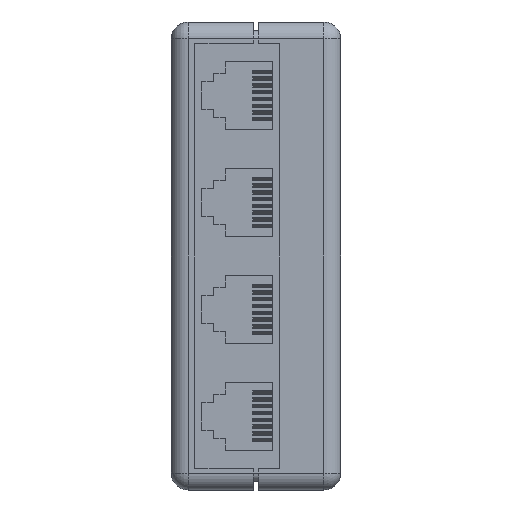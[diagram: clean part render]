
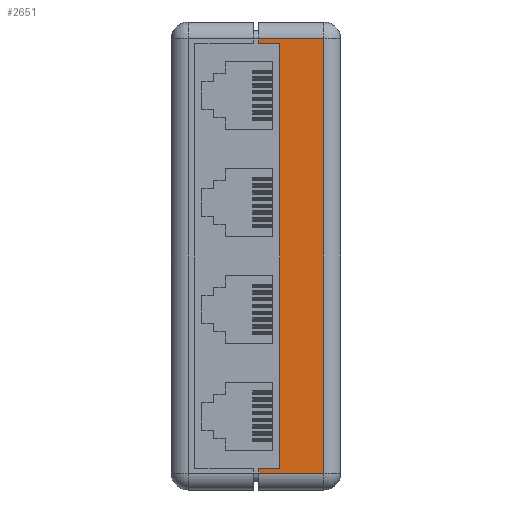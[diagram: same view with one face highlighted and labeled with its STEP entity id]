
A CAD part, left-side view. The second image highlights one B-rep face of the part: STEP entity #2651.
In plain terms, the highlighted planar face has unit normal (-1, 0, 0).
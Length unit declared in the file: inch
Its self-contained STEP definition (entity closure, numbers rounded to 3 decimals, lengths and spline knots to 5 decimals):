
#2168 = EDGE_CURVE ( 'NONE', #2567, #2642, #15766, .T. ) ;
#2564 = EDGE_CURVE ( 'NONE', #2565, #2567, #16484, .T. ) ;
#2565 = VERTEX_POINT ( 'NONE', #16480 ) ;
#2567 = VERTEX_POINT ( 'NONE', #16475 ) ;
#2570 = ORIENTED_EDGE ( 'NONE', *, *, #2572, .T. ) ;
#2572 = EDGE_CURVE ( 'NONE', #2565, #2573, #16472, .T. ) ;
#2573 = VERTEX_POINT ( 'NONE', #16468 ) ;
#2574 = ORIENTED_EDGE ( 'NONE', *, *, #2575, .T. ) ;
#2575 = EDGE_CURVE ( 'NONE', #2573, #2627, #16467, .T. ) ;
#2627 = VERTEX_POINT ( 'NONE', #16573 ) ;
#2628 = ORIENTED_EDGE ( 'NONE', *, *, #2629, .T. ) ;
#2629 = EDGE_CURVE ( 'NONE', #2627, #2630, #16572, .T. ) ;
#2630 = VERTEX_POINT ( 'NONE', #16568 ) ;
#2631 = ORIENTED_EDGE ( 'NONE', *, *, #2632, .F. ) ;
#2632 = EDGE_CURVE ( 'NONE', #2633, #2630, #16567, .T. ) ;
#2633 = VERTEX_POINT ( 'NONE', #16563 ) ;
#2635 = ORIENTED_EDGE ( 'NONE', *, *, #2636, .F. ) ;
#2636 = EDGE_CURVE ( 'NONE', #2637, #2633, #16562, .T. ) ;
#2637 = VERTEX_POINT ( 'NONE', #16558 ) ;
#2638 = ORIENTED_EDGE ( 'NONE', *, *, #2639, .F. ) ;
#2639 = EDGE_CURVE ( 'NONE', #2642, #2637, #16557, .T. ) ;
#2642 = VERTEX_POINT ( 'NONE', #16549 ) ;
#2643 = ORIENTED_EDGE ( 'NONE', *, *, #2168, .F. ) ;
#2651 = ADVANCED_FACE ( 'NONE', ( #16603 ), #16602, .F. ) ;
#2652 = EDGE_LOOP ( 'NONE', ( #2653, #2570, #2574, #2628, #2631, #2635, #2638, #2643 ) ) ;
#2653 = ORIENTED_EDGE ( 'NONE', *, *, #2564, .F. ) ;
#15763 = DIRECTION ( 'NONE',  ( 0., -1., 0. ) ) ;
#15764 = VECTOR ( 'NONE', #15763, 39.37008 ) ;
#15765 = CARTESIAN_POINT ( 'NONE',  ( -0.5, 0.36, -1.25 ) ) ;
#15766 = LINE ( 'NONE', #15765, #15764 ) ;
#16464 = DIRECTION ( 'NONE',  ( 0., 0., 1. ) ) ;
#16465 = VECTOR ( 'NONE', #16464, 39.37008 ) ;
#16466 = CARTESIAN_POINT ( 'NONE',  ( -0.5, -0.4, -1.378 ) ) ;
#16467 = LINE ( 'NONE', #16466, #16465 ) ;
#16468 = CARTESIAN_POINT ( 'NONE',  ( -0.5, -0.4, -1.278 ) ) ;
#16469 = DIRECTION ( 'NONE',  ( 0., -1., 0. ) ) ;
#16470 = VECTOR ( 'NONE', #16469, 39.37008 ) ;
#16471 = CARTESIAN_POINT ( 'NONE',  ( -0.5, 0.5, -1.278 ) ) ;
#16472 = LINE ( 'NONE', #16471, #16470 ) ;
#16475 = CARTESIAN_POINT ( 'NONE',  ( -0.5, -0.015, -1.25 ) ) ;
#16480 = CARTESIAN_POINT ( 'NONE',  ( -0.5, -0.015, -1.278 ) ) ;
#16481 = DIRECTION ( 'NONE',  ( 0., 0., 1. ) ) ;
#16482 = VECTOR ( 'NONE', #16481, 39.37008 ) ;
#16483 = CARTESIAN_POINT ( 'NONE',  ( -0.5, -0.015, 1.278 ) ) ;
#16484 = LINE ( 'NONE', #16483, #16482 ) ;
#16549 = CARTESIAN_POINT ( 'NONE',  ( -0.5, -0.14, -1.25 ) ) ;
#16554 = DIRECTION ( 'NONE',  ( 0., 0., 1. ) ) ;
#16555 = VECTOR ( 'NONE', #16554, 39.37008 ) ;
#16556 = CARTESIAN_POINT ( 'NONE',  ( -0.5, -0.14, -1.25 ) ) ;
#16557 = LINE ( 'NONE', #16556, #16555 ) ;
#16558 = CARTESIAN_POINT ( 'NONE',  ( -0.5, -0.14, 1.25 ) ) ;
#16559 = DIRECTION ( 'NONE',  ( 0., 1., 0. ) ) ;
#16560 = VECTOR ( 'NONE', #16559, 39.37008 ) ;
#16561 = CARTESIAN_POINT ( 'NONE',  ( -0.5, 0.36, 1.25 ) ) ;
#16562 = LINE ( 'NONE', #16561, #16560 ) ;
#16563 = CARTESIAN_POINT ( 'NONE',  ( -0.5, -0.015, 1.25 ) ) ;
#16564 = DIRECTION ( 'NONE',  ( 0., 0., 1. ) ) ;
#16565 = VECTOR ( 'NONE', #16564, 39.37008 ) ;
#16566 = CARTESIAN_POINT ( 'NONE',  ( -0.5, -0.015, 1.278 ) ) ;
#16567 = LINE ( 'NONE', #16566, #16565 ) ;
#16568 = CARTESIAN_POINT ( 'NONE',  ( -0.5, -0.015, 1.278 ) ) ;
#16569 = DIRECTION ( 'NONE',  ( 0., 1., 0. ) ) ;
#16570 = VECTOR ( 'NONE', #16569, 39.37008 ) ;
#16571 = CARTESIAN_POINT ( 'NONE',  ( -0.5, 0.5, 1.278 ) ) ;
#16572 = LINE ( 'NONE', #16571, #16570 ) ;
#16573 = CARTESIAN_POINT ( 'NONE',  ( -0.5, -0.4, 1.278 ) ) ;
#16597 = DIRECTION ( 'NONE',  ( 0., 0., -1. ) ) ;
#16598 = DIRECTION ( 'NONE',  ( 1., 0., 0. ) ) ;
#16599 = CARTESIAN_POINT ( 'NONE',  ( -0.5, 0.5, -1.378 ) ) ;
#16600 = AXIS2_PLACEMENT_3D ( 'NONE', #16599, #16598, #16597 ) ;
#16602 = PLANE ( 'NONE',  #16600 ) ;
#16603 = FACE_OUTER_BOUND ( 'NONE', #2652, .T. ) ;
